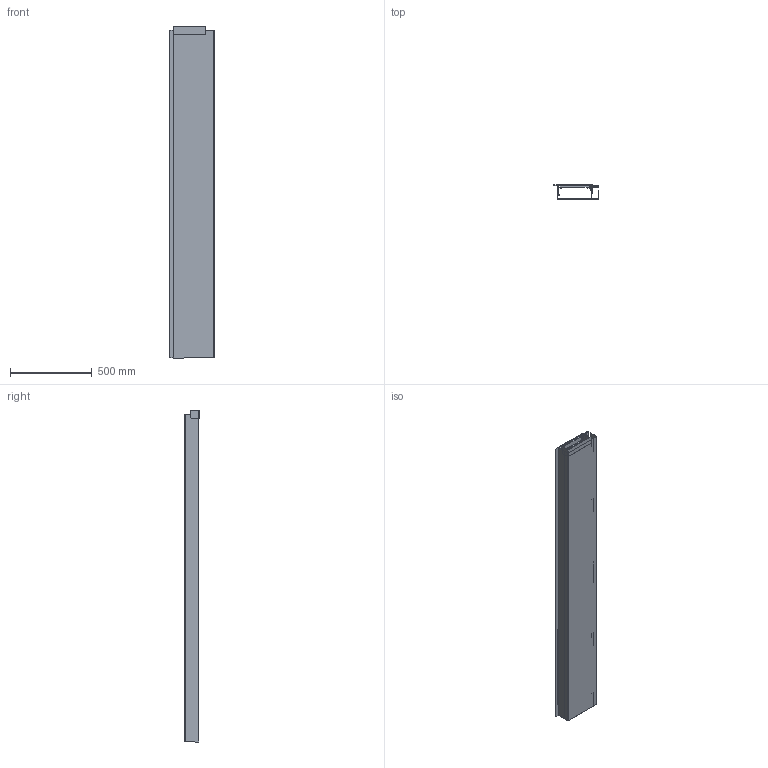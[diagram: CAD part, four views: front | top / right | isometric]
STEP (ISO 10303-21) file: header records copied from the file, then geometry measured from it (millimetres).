
FILE_DESCRIPTION (( 'STEP AP214' ), '1' );
FILE_NAME ('P_7403816_2.stp', '2016-04-27T09:49:03', ( '' ), ( '' ), 'SwSTEP 2.0', 'SolidWorks 2014', '' );
FILE_SCHEMA (( 'AUTOMOTIVE_DESIGN' ));
Length unit declared in the file: millimetre
Products named in the file (19): 022900_Standard; 022804_Standard; 022823_Standard; 022807_Standard; 022799_Standard; 022801_Standard; P_30700584_1_Standard; 022939_Standard; 022779_Standard; 023020_Standard; 022740_Standard; 022739_Standard; 023021_Standard; 022899_Standard; 022740T1_Standard; 022802_Standard; P_7403816_2; 022800_Standard; 022805_Standard
Assembly tree (24 placements, depth 3):
  P_7403816_2
    022740_Standard
      022740T1_Standard
    022739_Standard
    022779_Standard
    022804_Standard  x4
      022801_Standard
      022799_Standard
    022823_Standard  x2
      022807_Standard
      P_30700584_1_Standard
    023021_Standard
      023020_Standard
    022805_Standard
      022802_Standard
      022800_Standard
    022939_Standard  x2
      022899_Standard
    022900_Standard  x2
Bounding box: 273 x 87 x 2025.25 mm (x, y, z)
Volume: 4351109.1 mm3; surface area: 3833719.6 mm2
Topology: 24 solids, 24 shells, 328 faces, 712 edges, 432 vertices
Faces by surface type: plane 296, cylinder 32
Entity records: 6177 total; most frequent: DIRECTION 888, CARTESIAN_POINT 871, ORIENTED_EDGE 812, EDGE_CURVE 406, VECTOR 366, LINE 366, AXIS2_PLACEMENT_3D 261, VERTEX_POINT 244
